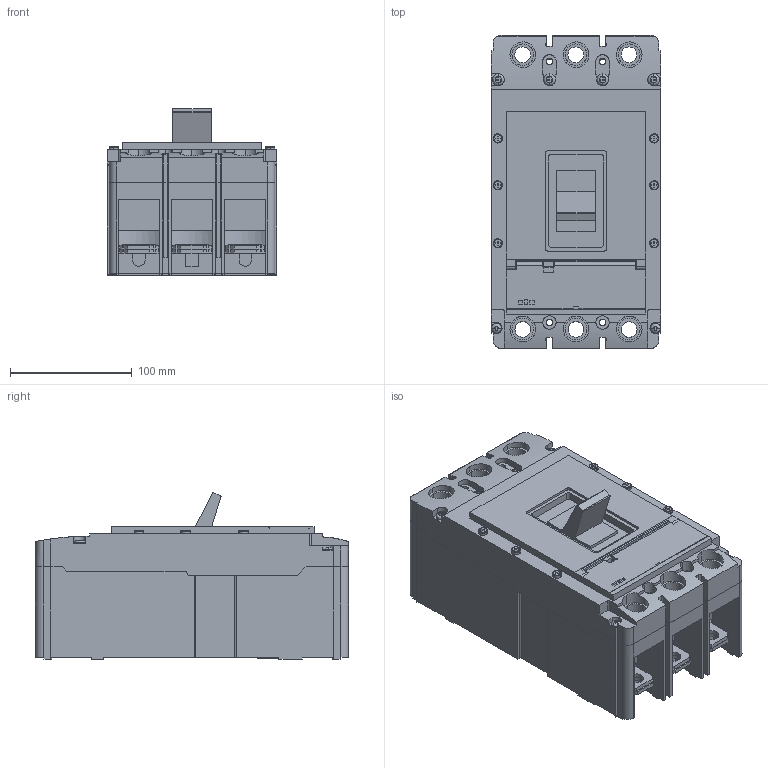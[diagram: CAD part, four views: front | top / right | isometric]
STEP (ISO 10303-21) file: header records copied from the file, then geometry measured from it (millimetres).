
FILE_DESCRIPTION(('Creo Elements/Direct Modeling STEP Export'),'2;1');
FILE_NAME('PDE3_3pol.stp','2020-02-13T12:11:29',(''),(''),'Creo Elements/Direct Modeling STEP processor for AP214 (Solid Model)','Creo Elements/Direct Modeling 20.0D 25-Aug-2018 (C) Parametric Technology GmbH','');
FILE_SCHEMA(('AUTOMOTIVE_DESIGN { 1 0 10303 214 1 1 1 1 }'));
Length unit declared in the file: millimetre
Products named in the file (5): 3_3_T_housing; 3_3_T_cover; 3_3_T_handle; PDE3_3pol; PDE3_3pol.stp
Assembly tree (4 placements, depth 3):
  PDE3_3pol.stp
    PDE3_3pol
      3_3_T_handle
      3_3_T_cover
      3_3_T_housing
Bounding box: 139.2 x 257.2 x 136.97 mm (x, y, z)
Volume: 3183106.1 mm3; surface area: 310652.6 mm2
Topology: 3 solids, 3 shells, 1206 faces, 3415 edges, 2256 vertices
Faces by surface type: plane 908, cylinder 246, cone 28, torus 24
Entity records: 44188 total; most frequent: CARTESIAN_POINT 12976, ORIENTED_EDGE 6830, DIRECTION 5577, EDGE_CURVE 3415, VECTOR 2513, LINE 2513, VERTEX_POINT 2256, AXIS2_PLACEMENT_3D 1532
